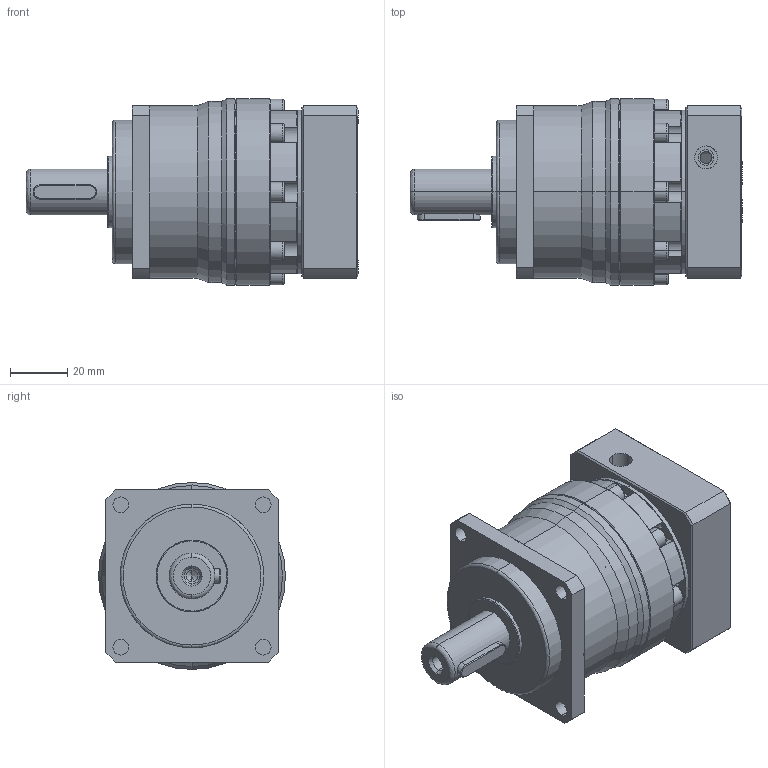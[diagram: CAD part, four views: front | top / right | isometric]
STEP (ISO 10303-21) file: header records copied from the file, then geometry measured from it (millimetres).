
FILE_DESCRIPTION (( 'STEP AP214' ), '1' );
FILE_NAME ('PB060-L1-14-50-70-M4-M5.STEP', '2022-02-12T07:36:04', ( 'admin' ), ( '' ), 'SwSTEP 2.0', 'SolidWorks 2013', '' );
FILE_SCHEMA (( 'AUTOMOTIVE_DESIGN' ));
Length unit declared in the file: millimetre
Products named in the file (4): 60_X2_8F9351656CD55170_X0_-50-70M4; PB060_X2_58F34F537AEF_X0_-14; PB060_X2_8F9351FA7AEF_X0_; PB060-L1-14-50-70-M4-M5
Assembly tree (3 placements, depth 2):
  PB060-L1-14-50-70-M4-M5
    PB060_X2_8F9351FA7AEF_X0_
    PB060_X2_58F34F537AEF_X0_-14
    60_X2_8F9351656CD55170_X0_-50-70M4
Bounding box: 115.5 x 65 x 65 mm (x, y, z)
Volume: 236498.3 mm3; surface area: 55223.5 mm2
Topology: 3 solids, 4 shells, 611 faces, 1461 edges, 876 vertices
Faces by surface type: plane 236, cylinder 212, cone 126, bspline 37
Entity records: 25221 total; most frequent: CARTESIAN_POINT 4414, DIRECTION 3003, ORIENTED_EDGE 2814, EDGE_CURVE 1407, AXIS2_PLACEMENT_3D 1133, VERTEX_POINT 876, VECTOR 737, LINE 737
